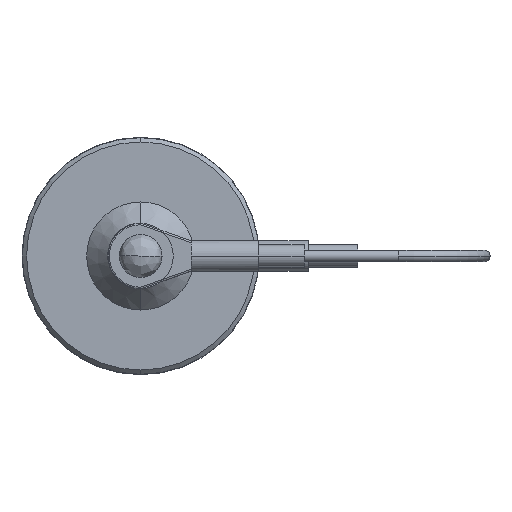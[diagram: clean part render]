
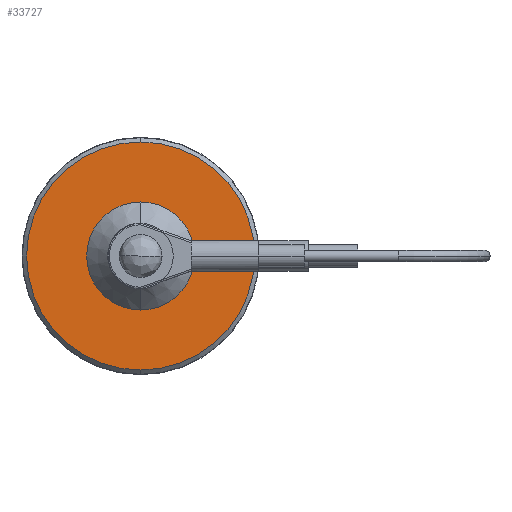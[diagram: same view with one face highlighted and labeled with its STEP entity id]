
A CAD part, left-side view. The second image highlights one B-rep face of the part: STEP entity #33727.
In plain terms, the highlighted face is planar.
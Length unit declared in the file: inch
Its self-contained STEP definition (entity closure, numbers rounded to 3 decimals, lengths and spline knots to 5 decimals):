
#1626 = CARTESIAN_POINT ( 'NONE',  ( -0.665, 0., -0.14 ) ) ;
#2937 = PLANE ( 'NONE',  #32749 ) ;
#3545 = ORIENTED_EDGE ( 'NONE', *, *, #39566, .F. ) ;
#4721 = CIRCLE ( 'NONE', #28787, 0.665 ) ;
#5184 = AXIS2_PLACEMENT_3D ( 'NONE', #48813, #22160, #37779 ) ;
#6326 = CIRCLE ( 'NONE', #21583, 0.315 ) ;
#7574 = VERTEX_POINT ( 'NONE', #45606 ) ;
#7958 = CARTESIAN_POINT ( 'NONE',  ( 0., 0., -0.14 ) ) ;
#10596 = EDGE_CURVE ( 'NONE', #7574, #45811, #4721, .T. ) ;
#11193 = DIRECTION ( 'NONE',  ( 1., 0., 0. ) ) ;
#13628 = DIRECTION ( 'NONE',  ( 0., 0., 1. ) ) ;
#15217 = DIRECTION ( 'NONE',  ( 0., 0., 1. ) ) ;
#15482 = DIRECTION ( 'NONE',  ( 0., 0., 1. ) ) ;
#15698 = DIRECTION ( 'NONE',  ( 1., 0., 0. ) ) ;
#16039 = ORIENTED_EDGE ( 'NONE', *, *, #10596, .T. ) ;
#16203 = CARTESIAN_POINT ( 'NONE',  ( 0., 0., -0.14 ) ) ;
#16679 = VERTEX_POINT ( 'NONE', #36346 ) ;
#20553 = ORIENTED_EDGE ( 'NONE', *, *, #42648, .F. ) ;
#20684 = DIRECTION ( 'NONE',  ( 1., 0., 0. ) ) ;
#21583 = AXIS2_PLACEMENT_3D ( 'NONE', #16203, #15217, #15698 ) ;
#21618 = ORIENTED_EDGE ( 'NONE', *, *, #29051, .T. ) ;
#22160 = DIRECTION ( 'NONE',  ( 0., 0., 1. ) ) ;
#22255 = FACE_OUTER_BOUND ( 'NONE', #32942, .T. ) ;
#28787 = AXIS2_PLACEMENT_3D ( 'NONE', #7958, #15482, #34849 ) ;
#29051 = EDGE_CURVE ( 'NONE', #45811, #7574, #31649, .T. ) ;
#29550 = FACE_BOUND ( 'NONE', #32011, .T. ) ;
#30655 = VERTEX_POINT ( 'NONE', #35040 ) ;
#31649 = CIRCLE ( 'NONE', #5184, 0.665 ) ;
#32011 = EDGE_LOOP ( 'NONE', ( #20553, #3545 ) ) ;
#32215 = CARTESIAN_POINT ( 'NONE',  ( 0., 0., -0.14 ) ) ;
#32749 = AXIS2_PLACEMENT_3D ( 'NONE', #37617, #45655, #11193 ) ;
#32942 = EDGE_LOOP ( 'NONE', ( #21618, #16039 ) ) ;
#33727 = ADVANCED_FACE ( 'NONE', ( #22255, #29550 ), #2937, .T. ) ;
#34849 = DIRECTION ( 'NONE',  ( 1., 0., 0. ) ) ;
#35040 = CARTESIAN_POINT ( 'NONE',  ( -0.315, 0., -0.14 ) ) ;
#36346 = CARTESIAN_POINT ( 'NONE',  ( 0.315, 0., -0.14 ) ) ;
#37617 = CARTESIAN_POINT ( 'NONE',  ( -0.315, 0., -0.14 ) ) ;
#37779 = DIRECTION ( 'NONE',  ( 1., 0., 0. ) ) ;
#39566 = EDGE_CURVE ( 'NONE', #16679, #30655, #6326, .T. ) ;
#42648 = EDGE_CURVE ( 'NONE', #30655, #16679, #43566, .T. ) ;
#43566 = CIRCLE ( 'NONE', #47578, 0.315 ) ;
#45606 = CARTESIAN_POINT ( 'NONE',  ( 0.665, 0., -0.14 ) ) ;
#45655 = DIRECTION ( 'NONE',  ( 0., 0., 1. ) ) ;
#45811 = VERTEX_POINT ( 'NONE', #1626 ) ;
#47578 = AXIS2_PLACEMENT_3D ( 'NONE', #32215, #13628, #20684 ) ;
#48813 = CARTESIAN_POINT ( 'NONE',  ( 0., 0., -0.14 ) ) ;
